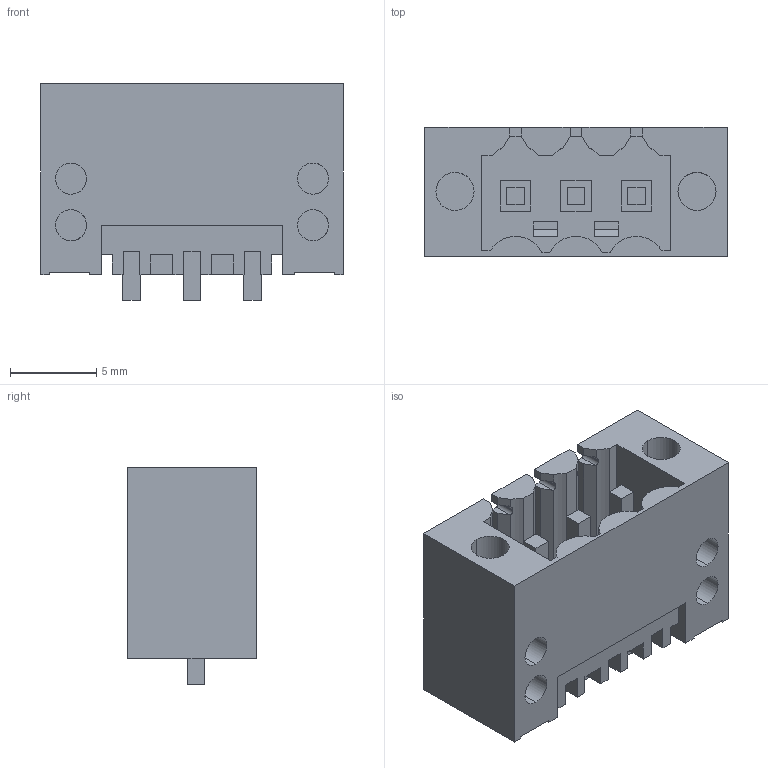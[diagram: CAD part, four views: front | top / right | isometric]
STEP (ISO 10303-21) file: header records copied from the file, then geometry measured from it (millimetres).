
FILE_DESCRIPTION(('CATIA V5 STEP Exchange','CAx-IF Rec.Pracs.--- Model Styling and Organization---1.2---2011-12-15'),'2;1');
FILE_NAME ('D1455596_0_1760972001_1760972001.stp','2018-03-13T13:02:25+00:00',('none'),('Weidmueller'),'CATIA Version 5-6 Release 2014','CATIA V5 STEP AP214','none');
FILE_SCHEMA(('AUTOMOTIVE_DESIGN { 1 0 10303 214 1 1 1 1 }'));
Length unit declared in the file: millimetre
Products named in the file (1): 1760972001
Bounding box: 17.5 x 7.45 x 12.55 mm (x, y, z)
Volume: 781.1 mm3; surface area: 1644.7 mm2
Topology: 4 solids, 4 shells, 321 faces, 888 edges, 594 vertices
Faces by surface type: plane 278, cylinder 43
Entity records: 10800 total; most frequent: CARTESIAN_POINT 2376, ORIENTED_EDGE 1776, DIRECTION 1458, EDGE_CURVE 888, VECTOR 790, LINE 790, VERTEX_POINT 594, AXIS2_PLACEMENT_3D 347
